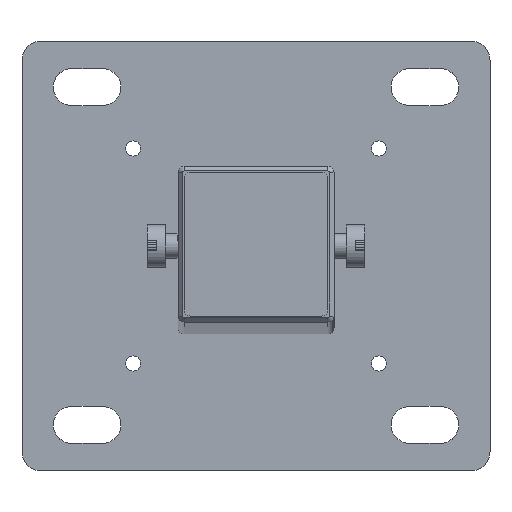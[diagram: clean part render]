
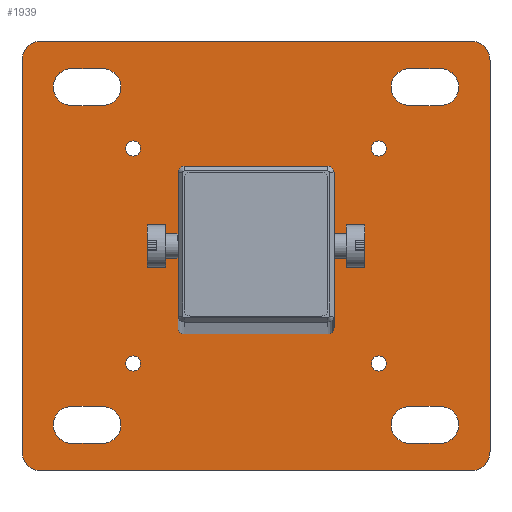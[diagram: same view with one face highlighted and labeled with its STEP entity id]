
A CAD part, top view. The second image highlights one B-rep face of the part: STEP entity #1939.
In plain terms, the highlighted face is planar.
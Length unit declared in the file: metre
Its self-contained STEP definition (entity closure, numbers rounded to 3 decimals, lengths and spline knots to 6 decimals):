
#160=LINE('',#5432,#314);
#164=LINE('',#5444,#318);
#168=LINE('',#5456,#322);
#172=LINE('',#5468,#326);
#182=LINE('',#5527,#336);
#183=LINE('',#5531,#337);
#184=LINE('',#5535,#338);
#185=LINE('',#5539,#339);
#186=LINE('',#5543,#340);
#187=LINE('',#5547,#341);
#188=LINE('',#5551,#342);
#189=LINE('',#5555,#343);
#314=VECTOR('',#2565,1.);
#318=VECTOR('',#2577,1.);
#322=VECTOR('',#2589,1.);
#326=VECTOR('',#2601,1.);
#336=VECTOR('',#2653,1.);
#337=VECTOR('',#2656,1.);
#338=VECTOR('',#2659,1.);
#339=VECTOR('',#2662,1.);
#340=VECTOR('',#2665,1.);
#341=VECTOR('',#2668,1.);
#342=VECTOR('',#2671,1.);
#343=VECTOR('',#2674,1.);
#431=PLANE('',#2188);
#777=ORIENTED_EDGE('',*,*,#1138,.F.);
#778=ORIENTED_EDGE('',*,*,#1139,.T.);
#779=ORIENTED_EDGE('',*,*,#1140,.T.);
#780=ORIENTED_EDGE('',*,*,#1141,.T.);
#781=ORIENTED_EDGE('',*,*,#1142,.T.);
#782=ORIENTED_EDGE('',*,*,#1143,.T.);
#783=ORIENTED_EDGE('',*,*,#1144,.T.);
#784=ORIENTED_EDGE('',*,*,#1145,.T.);
#785=ORIENTED_EDGE('',*,*,#1146,.F.);
#786=ORIENTED_EDGE('',*,*,#1147,.T.);
#787=ORIENTED_EDGE('',*,*,#1148,.T.);
#788=ORIENTED_EDGE('',*,*,#1149,.T.);
#789=ORIENTED_EDGE('',*,*,#1150,.F.);
#790=ORIENTED_EDGE('',*,*,#1151,.T.);
#791=ORIENTED_EDGE('',*,*,#1152,.T.);
#792=ORIENTED_EDGE('',*,*,#1153,.T.);
#793=ORIENTED_EDGE('',*,*,#1154,.F.);
#794=ORIENTED_EDGE('',*,*,#1155,.T.);
#795=ORIENTED_EDGE('',*,*,#1156,.T.);
#796=ORIENTED_EDGE('',*,*,#1157,.T.);
#797=ORIENTED_EDGE('',*,*,#1158,.F.);
#798=ORIENTED_EDGE('',*,*,#1093,.F.);
#799=ORIENTED_EDGE('',*,*,#1097,.T.);
#800=ORIENTED_EDGE('',*,*,#1100,.F.);
#801=ORIENTED_EDGE('',*,*,#1103,.F.);
#802=ORIENTED_EDGE('',*,*,#1106,.F.);
#803=ORIENTED_EDGE('',*,*,#1109,.F.);
#804=ORIENTED_EDGE('',*,*,#1112,.F.);
#805=ORIENTED_EDGE('',*,*,#1115,.T.);
#1093=EDGE_CURVE('',#1311,#1312,#1437,.T.);
#1097=EDGE_CURVE('',#1311,#1315,#160,.T.);
#1100=EDGE_CURVE('',#1317,#1315,#1439,.T.);
#1103=EDGE_CURVE('',#1319,#1317,#164,.T.);
#1106=EDGE_CURVE('',#1321,#1319,#1441,.T.);
#1109=EDGE_CURVE('',#1323,#1321,#168,.T.);
#1112=EDGE_CURVE('',#1325,#1323,#1443,.T.);
#1115=EDGE_CURVE('',#1325,#1312,#172,.T.);
#1138=EDGE_CURVE('',#1348,#1348,#1458,.T.);
#1139=EDGE_CURVE('',#1349,#1349,#1459,.T.);
#1140=EDGE_CURVE('',#1350,#1350,#1460,.T.);
#1141=EDGE_CURVE('',#1351,#1351,#1461,.T.);
#1142=EDGE_CURVE('',#1352,#1352,#1462,.T.);
#1143=EDGE_CURVE('',#1353,#1354,#1463,.T.);
#1144=EDGE_CURVE('',#1354,#1355,#182,.T.);
#1145=EDGE_CURVE('',#1355,#1356,#1464,.T.);
#1146=EDGE_CURVE('',#1353,#1356,#183,.T.);
#1147=EDGE_CURVE('',#1357,#1358,#1465,.T.);
#1148=EDGE_CURVE('',#1358,#1359,#184,.T.);
#1149=EDGE_CURVE('',#1359,#1360,#1466,.T.);
#1150=EDGE_CURVE('',#1357,#1360,#185,.T.);
#1151=EDGE_CURVE('',#1361,#1362,#1467,.T.);
#1152=EDGE_CURVE('',#1362,#1363,#186,.T.);
#1153=EDGE_CURVE('',#1363,#1364,#1468,.T.);
#1154=EDGE_CURVE('',#1361,#1364,#187,.T.);
#1155=EDGE_CURVE('',#1365,#1366,#1469,.T.);
#1156=EDGE_CURVE('',#1366,#1367,#188,.T.);
#1157=EDGE_CURVE('',#1367,#1368,#1470,.T.);
#1158=EDGE_CURVE('',#1365,#1368,#189,.T.);
#1311=VERTEX_POINT('',#5424);
#1312=VERTEX_POINT('',#5425);
#1315=VERTEX_POINT('',#5433);
#1317=VERTEX_POINT('',#5439);
#1319=VERTEX_POINT('',#5445);
#1321=VERTEX_POINT('',#5451);
#1323=VERTEX_POINT('',#5457);
#1325=VERTEX_POINT('',#5463);
#1348=VERTEX_POINT('',#5515);
#1349=VERTEX_POINT('',#5517);
#1350=VERTEX_POINT('',#5519);
#1351=VERTEX_POINT('',#5521);
#1352=VERTEX_POINT('',#5523);
#1353=VERTEX_POINT('',#5525);
#1354=VERTEX_POINT('',#5526);
#1355=VERTEX_POINT('',#5528);
#1356=VERTEX_POINT('',#5530);
#1357=VERTEX_POINT('',#5533);
#1358=VERTEX_POINT('',#5534);
#1359=VERTEX_POINT('',#5536);
#1360=VERTEX_POINT('',#5538);
#1361=VERTEX_POINT('',#5541);
#1362=VERTEX_POINT('',#5542);
#1363=VERTEX_POINT('',#5544);
#1364=VERTEX_POINT('',#5546);
#1365=VERTEX_POINT('',#5549);
#1366=VERTEX_POINT('',#5550);
#1367=VERTEX_POINT('',#5552);
#1368=VERTEX_POINT('',#5554);
#1437=CIRCLE('',#2159,0.00635);
#1439=CIRCLE('',#2163,0.00635);
#1441=CIRCLE('',#2167,0.00635);
#1443=CIRCLE('',#2171,0.00635);
#1458=CIRCLE('',#2189,0.01);
#1459=CIRCLE('',#2190,0.0025);
#1460=CIRCLE('',#2191,0.0025);
#1461=CIRCLE('',#2192,0.0025);
#1462=CIRCLE('',#2193,0.0025);
#1463=CIRCLE('',#2194,0.006);
#1464=CIRCLE('',#2195,0.006);
#1465=CIRCLE('',#2196,0.006);
#1466=CIRCLE('',#2197,0.006);
#1467=CIRCLE('',#2198,0.006);
#1468=CIRCLE('',#2199,0.006);
#1469=CIRCLE('',#2200,0.006);
#1470=CIRCLE('',#2201,0.006);
#1600=EDGE_LOOP('',(#777));
#1601=EDGE_LOOP('',(#778));
#1602=EDGE_LOOP('',(#779));
#1603=EDGE_LOOP('',(#780));
#1604=EDGE_LOOP('',(#781));
#1605=EDGE_LOOP('',(#782,#783,#784,#785));
#1606=EDGE_LOOP('',(#786,#787,#788,#789));
#1607=EDGE_LOOP('',(#790,#791,#792,#793));
#1608=EDGE_LOOP('',(#794,#795,#796,#797));
#1609=EDGE_LOOP('',(#798,#799,#800,#801,#802,#803,#804,#805));
#1771=FACE_BOUND('',#1600,.T.);
#1772=FACE_BOUND('',#1601,.T.);
#1773=FACE_BOUND('',#1602,.T.);
#1774=FACE_BOUND('',#1603,.T.);
#1775=FACE_BOUND('',#1604,.T.);
#1776=FACE_BOUND('',#1605,.T.);
#1777=FACE_BOUND('',#1606,.T.);
#1778=FACE_BOUND('',#1607,.T.);
#1779=FACE_BOUND('',#1608,.T.);
#1780=FACE_BOUND('',#1609,.T.);
#1939=ADVANCED_FACE('',(#1771,#1772,#1773,#1774,#1775,#1776,#1777,#1778,
#1779,#1780),#431,.T.);
#2159=AXIS2_PLACEMENT_3D('',#5423,#2557,#2558);
#2163=AXIS2_PLACEMENT_3D('',#5438,#2570,#2571);
#2167=AXIS2_PLACEMENT_3D('',#5450,#2582,#2583);
#2171=AXIS2_PLACEMENT_3D('',#5462,#2594,#2595);
#2188=AXIS2_PLACEMENT_3D('',#5513,#2639,#2640);
#2189=AXIS2_PLACEMENT_3D('',#5514,#2641,#2642);
#2190=AXIS2_PLACEMENT_3D('',#5516,#2643,#2644);
#2191=AXIS2_PLACEMENT_3D('',#5518,#2645,#2646);
#2192=AXIS2_PLACEMENT_3D('',#5520,#2647,#2648);
#2193=AXIS2_PLACEMENT_3D('',#5522,#2649,#2650);
#2194=AXIS2_PLACEMENT_3D('',#5524,#2651,#2652);
#2195=AXIS2_PLACEMENT_3D('',#5529,#2654,#2655);
#2196=AXIS2_PLACEMENT_3D('',#5532,#2657,#2658);
#2197=AXIS2_PLACEMENT_3D('',#5537,#2660,#2661);
#2198=AXIS2_PLACEMENT_3D('',#5540,#2663,#2664);
#2199=AXIS2_PLACEMENT_3D('',#5545,#2666,#2667);
#2200=AXIS2_PLACEMENT_3D('',#5548,#2669,#2670);
#2201=AXIS2_PLACEMENT_3D('',#5553,#2672,#2673);
#2557=DIRECTION('',(0.,-1.,0.));
#2558=DIRECTION('',(0.,0.,-1.));
#2565=DIRECTION('',(0.,0.,-1.));
#2570=DIRECTION('',(0.,-1.,0.));
#2571=DIRECTION('',(0.,0.,-1.));
#2577=DIRECTION('',(1.,0.,0.));
#2582=DIRECTION('',(0.,-1.,0.));
#2583=DIRECTION('',(0.,0.,-1.));
#2589=DIRECTION('',(0.,0.,-1.));
#2594=DIRECTION('',(0.,-1.,0.));
#2595=DIRECTION('',(0.,0.,-1.));
#2601=DIRECTION('',(1.,0.,0.));
#2639=DIRECTION('',(0.,1.,0.));
#2640=DIRECTION('',(-1.,0.,0.));
#2641=DIRECTION('',(0.,1.,0.));
#2642=DIRECTION('',(0.,0.,1.));
#2643=DIRECTION('',(0.,-1.,0.));
#2644=DIRECTION('',(0.,0.,-1.));
#2645=DIRECTION('',(0.,-1.,0.));
#2646=DIRECTION('',(0.,0.,-1.));
#2647=DIRECTION('',(0.,-1.,0.));
#2648=DIRECTION('',(0.,0.,-1.));
#2649=DIRECTION('',(0.,-1.,0.));
#2650=DIRECTION('',(0.,0.,-1.));
#2651=DIRECTION('',(0.,-1.,0.));
#2652=DIRECTION('',(0.,0.,1.));
#2653=DIRECTION('',(1.,0.,0.));
#2654=DIRECTION('',(0.,-1.,0.));
#2655=DIRECTION('',(0.,0.,1.));
#2656=DIRECTION('',(1.,0.,0.));
#2657=DIRECTION('',(0.,-1.,0.));
#2658=DIRECTION('',(0.,0.,1.));
#2659=DIRECTION('',(1.,0.,0.));
#2660=DIRECTION('',(0.,-1.,0.));
#2661=DIRECTION('',(0.,0.,1.));
#2662=DIRECTION('',(1.,0.,0.));
#2663=DIRECTION('',(0.,-1.,0.));
#2664=DIRECTION('',(0.,0.,1.));
#2665=DIRECTION('',(1.,0.,0.));
#2666=DIRECTION('',(0.,-1.,0.));
#2667=DIRECTION('',(0.,0.,1.));
#2668=DIRECTION('',(1.,0.,0.));
#2669=DIRECTION('',(0.,-1.,0.));
#2670=DIRECTION('',(0.,0.,1.));
#2671=DIRECTION('',(1.,0.,0.));
#2672=DIRECTION('',(0.,-1.,0.));
#2673=DIRECTION('',(0.,0.,1.));
#2674=DIRECTION('',(1.,0.,0.));
#5423=CARTESIAN_POINT('',(0.06985,0.,0.06365));
#5424=CARTESIAN_POINT('',(0.0762,0.,0.06365));
#5425=CARTESIAN_POINT('',(0.06985,0.,0.07));
#5432=CARTESIAN_POINT('',(0.0762,0.,0.));
#5433=CARTESIAN_POINT('',(0.0762,0.,-0.06365));
#5438=CARTESIAN_POINT('',(0.06985,0.,-0.06365));
#5439=CARTESIAN_POINT('',(0.06985,0.,-0.07));
#5444=CARTESIAN_POINT('',(0.,0.,-0.07));
#5445=CARTESIAN_POINT('',(-0.06985,0.,-0.07));
#5450=CARTESIAN_POINT('',(-0.06985,0.,-0.06365));
#5451=CARTESIAN_POINT('',(-0.0762,0.,-0.06365));
#5456=CARTESIAN_POINT('',(-0.0762,0.,0.));
#5457=CARTESIAN_POINT('',(-0.0762,0.,0.06365));
#5462=CARTESIAN_POINT('',(-0.06985,0.,0.06365));
#5463=CARTESIAN_POINT('',(-0.06985,0.,0.07));
#5468=CARTESIAN_POINT('',(0.,0.,0.07));
#5513=CARTESIAN_POINT('',(0.,0.,0.));
#5514=CARTESIAN_POINT('',(0.,0.,0.));
#5515=CARTESIAN_POINT('',(0.,0.,0.01));
#5516=CARTESIAN_POINT('',(-0.04,0.,-0.035));
#5517=CARTESIAN_POINT('',(-0.04,0.,-0.0375));
#5518=CARTESIAN_POINT('',(0.04,0.,-0.035));
#5519=CARTESIAN_POINT('',(0.04,0.,-0.0375));
#5520=CARTESIAN_POINT('',(0.04,0.,0.035));
#5521=CARTESIAN_POINT('',(0.04,0.,0.0325));
#5522=CARTESIAN_POINT('',(-0.04,0.,0.035));
#5523=CARTESIAN_POINT('',(-0.04,0.,0.0325));
#5524=CARTESIAN_POINT('',(0.05,0.,-0.055));
#5525=CARTESIAN_POINT('',(0.05,0.,-0.049));
#5526=CARTESIAN_POINT('',(0.05,0.,-0.061));
#5527=CARTESIAN_POINT('',(0.055,0.,-0.061));
#5528=CARTESIAN_POINT('',(0.06,0.,-0.061));
#5529=CARTESIAN_POINT('',(0.06,0.,-0.055));
#5530=CARTESIAN_POINT('',(0.06,0.,-0.049));
#5531=CARTESIAN_POINT('',(0.055,0.,-0.049));
#5532=CARTESIAN_POINT('',(0.05,0.,0.055));
#5533=CARTESIAN_POINT('',(0.05,0.,0.061));
#5534=CARTESIAN_POINT('',(0.05,0.,0.049));
#5535=CARTESIAN_POINT('',(0.055,0.,0.049));
#5536=CARTESIAN_POINT('',(0.06,0.,0.049));
#5537=CARTESIAN_POINT('',(0.06,0.,0.055));
#5538=CARTESIAN_POINT('',(0.06,0.,0.061));
#5539=CARTESIAN_POINT('',(0.055,0.,0.061));
#5540=CARTESIAN_POINT('',(-0.06,0.,0.055));
#5541=CARTESIAN_POINT('',(-0.06,0.,0.061));
#5542=CARTESIAN_POINT('',(-0.06,0.,0.049));
#5543=CARTESIAN_POINT('',(-0.055,0.,0.049));
#5544=CARTESIAN_POINT('',(-0.05,0.,0.049));
#5545=CARTESIAN_POINT('',(-0.05,0.,0.055));
#5546=CARTESIAN_POINT('',(-0.05,0.,0.061));
#5547=CARTESIAN_POINT('',(-0.055,0.,0.061));
#5548=CARTESIAN_POINT('',(-0.06,0.,-0.055));
#5549=CARTESIAN_POINT('',(-0.06,0.,-0.049));
#5550=CARTESIAN_POINT('',(-0.06,0.,-0.061));
#5551=CARTESIAN_POINT('',(-0.055,0.,-0.061));
#5552=CARTESIAN_POINT('',(-0.05,0.,-0.061));
#5553=CARTESIAN_POINT('',(-0.05,0.,-0.055));
#5554=CARTESIAN_POINT('',(-0.05,0.,-0.049));
#5555=CARTESIAN_POINT('',(-0.055,0.,-0.049));
